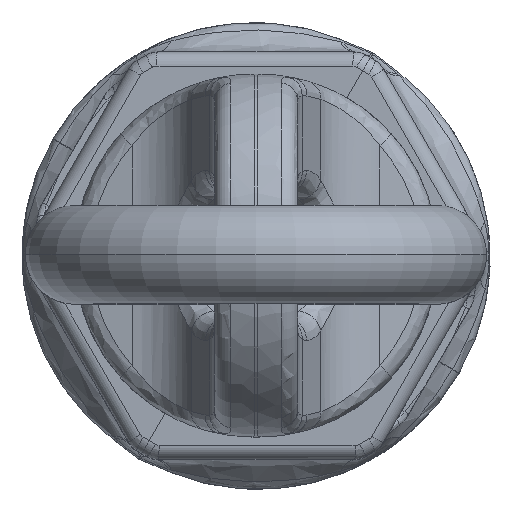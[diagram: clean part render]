
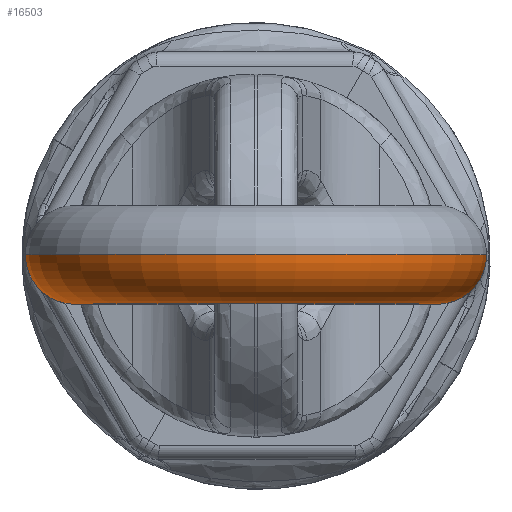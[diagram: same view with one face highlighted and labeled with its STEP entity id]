
A CAD part, top view. The second image highlights one B-rep face of the part: STEP entity #16503.
In plain terms, the highlighted toroidal (fillet/blend) face has major radius 24 mm and minor radius 6.5 mm.
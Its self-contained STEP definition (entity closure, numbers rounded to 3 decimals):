
#16349=CARTESIAN_POINT('Vertex',(24.,-6.5,103.628)) ;
#16352=CARTESIAN_POINT('Axis2P3D Location',(0.,-6.5,103.628)) ;
#16356=CARTESIAN_POINT('Vertex',(-24.,-6.5,103.628)) ;
#16416=CARTESIAN_POINT('Axis2P3D Location',(0.,0.,103.628)) ;
#16420=CARTESIAN_POINT('Vertex',(-30.5,0.,103.628)) ;
#16422=CARTESIAN_POINT('Vertex',(30.5,0.,103.628)) ;
#16482=CARTESIAN_POINT('Axis2P3D Location',(0.,0.,103.628)) ;
#16487=CARTESIAN_POINT('Axis2P3D Location',(-24.,0.,103.628)) ;
#16492=CARTESIAN_POINT('Axis2P3D Location',(24.,0.,103.628)) ;
#16353=DIRECTION('Axis2P3D Direction',(0.,1.,0.)) ;
#16417=DIRECTION('Axis2P3D Direction',(0.,1.,0.)) ;
#16483=DIRECTION('Axis2P3D Direction',(0.,1.,0.)) ;
#16484=DIRECTION('Axis2P3D XDirection',(-1.,0.,0.)) ;
#16488=DIRECTION('Axis2P3D Direction',(0.,0.,-1.)) ;
#16493=DIRECTION('Axis2P3D Direction',(0.,0.,1.)) ;
#16354=AXIS2_PLACEMENT_3D('Circle Axis2P3D',#16352,#16353,$) ;
#16418=AXIS2_PLACEMENT_3D('Circle Axis2P3D',#16416,#16417,$) ;
#16485=AXIS2_PLACEMENT_3D('Torus Axis2P3D',#16482,#16483,#16484) ;
#16489=AXIS2_PLACEMENT_3D('Circle Axis2P3D',#16487,#16488,$) ;
#16494=AXIS2_PLACEMENT_3D('Circle Axis2P3D',#16492,#16493,$) ;
#16498=ORIENTED_EDGE('',*,*,#16424,.F.) ;
#16499=ORIENTED_EDGE('',*,*,#16491,.T.) ;
#16500=ORIENTED_EDGE('',*,*,#16358,.T.) ;
#16501=ORIENTED_EDGE('',*,*,#16496,.F.) ;
#16503=ADVANCED_FACE('YK8271-020B.1.2',(#16502),#16486,.T.) ;
#16355=CIRCLE('generated circle',#16354,24.) ;
#16419=CIRCLE('generated circle',#16418,30.5) ;
#16490=CIRCLE('generated circle',#16489,6.5) ;
#16495=CIRCLE('generated circle',#16494,6.5) ;
#16486=TOROIDAL_SURFACE('homeo Torus',#16485,24.,6.5) ;
#16358=EDGE_CURVE('',#16357,#16350,#16355,.T.) ;
#16424=EDGE_CURVE('',#16421,#16423,#16419,.T.) ;
#16491=EDGE_CURVE('',#16421,#16357,#16490,.F.) ;
#16496=EDGE_CURVE('',#16423,#16350,#16495,.F.) ;
#16497=EDGE_LOOP('',(#16498,#16499,#16500,#16501)) ;
#16502=FACE_OUTER_BOUND('',#16497,.T.) ;
#16350=VERTEX_POINT('',#16349) ;
#16357=VERTEX_POINT('',#16356) ;
#16421=VERTEX_POINT('',#16420) ;
#16423=VERTEX_POINT('',#16422) ;
